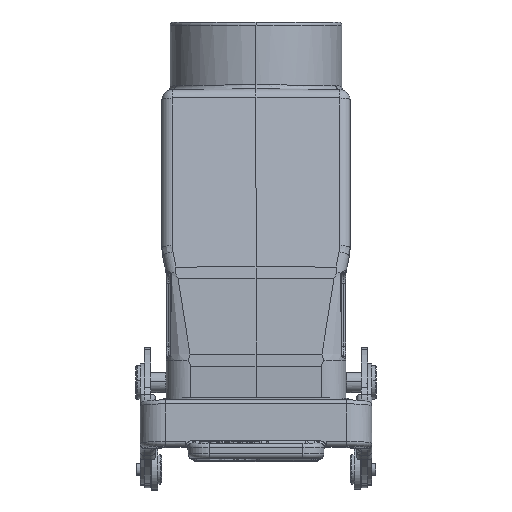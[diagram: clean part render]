
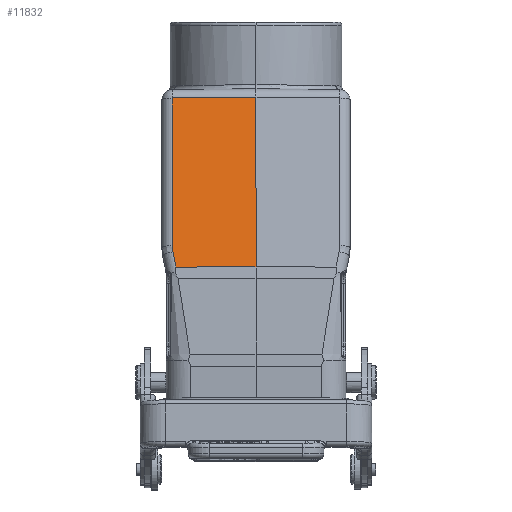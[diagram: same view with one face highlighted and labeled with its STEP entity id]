
A CAD part, top view. The second image highlights one B-rep face of the part: STEP entity #11832.
In plain terms, the highlighted planar face has unit normal (-0.009, 0.19, 0.982).
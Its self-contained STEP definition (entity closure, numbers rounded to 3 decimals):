
#8779=PLANE('',#42817);
#11832=ADVANCED_FACE('',(#14124),#8779,.T.);
#14124=FACE_OUTER_BOUND('',#16144,.T.);
#16144=EDGE_LOOP('',(#26739,#26740,#26741,#26742,#26743,#26744));
#17243=B_SPLINE_CURVE_WITH_KNOTS('',3,(#67003,#67004,#67005,#67006),
 .UNSPECIFIED.,.F.,.F.,(4,4),(0.,1.),.UNSPECIFIED.);
#26739=ORIENTED_EDGE('',*,*,#35101,.T.);
#26740=ORIENTED_EDGE('',*,*,#31318,.F.);
#26741=ORIENTED_EDGE('',*,*,#34457,.T.);
#26742=ORIENTED_EDGE('',*,*,#34454,.F.);
#26743=ORIENTED_EDGE('',*,*,#34451,.F.);
#26744=ORIENTED_EDGE('',*,*,#35100,.F.);
#27846=VERTEX_POINT('',#54749);
#27848=VERTEX_POINT('',#54755);
#29960=VERTEX_POINT('',#66994);
#29961=VERTEX_POINT('',#66996);
#29962=VERTEX_POINT('',#67007);
#30322=VERTEX_POINT('',#73546);
#31318=EDGE_CURVE('',#27848,#27846,#35747,.T.);
#34451=EDGE_CURVE('',#29960,#29961,#37294,.T.);
#34454=EDGE_CURVE('',#29961,#29962,#17243,.T.);
#34457=EDGE_CURVE('',#27848,#29962,#37296,.T.);
#35100=EDGE_CURVE('',#30322,#29960,#37524,.T.);
#35101=EDGE_CURVE('',#30322,#27846,#37525,.T.);
#35747=LINE('',#54756,#38107);
#37294=LINE('',#66995,#39723);
#37296=LINE('',#67026,#39725);
#37524=LINE('',#73554,#39953);
#37525=LINE('',#73556,#39954);
#38107=VECTOR('',#44556,1.);
#39723=VECTOR('',#49930,1.);
#39725=VECTOR('',#49938,1.);
#39953=VECTOR('',#50898,1.);
#39954=VECTOR('',#50901,1.);
#42817=AXIS2_PLACEMENT_3D('',#73557,#50902,#50903);
#44556=DIRECTION('',(1.,0.009,0.007));
#49930=DIRECTION('',(-0.193,0.963,-0.188));
#49938=DIRECTION('',(0.,-0.982,0.19));
#50898=DIRECTION('',(-1.,0.,-0.009));
#50901=DIRECTION('',(0.,0.982,-0.19));
#50902=DIRECTION('',(-0.009,0.19,0.982));
#50903=DIRECTION('',(0.,-0.982,0.19));
#54749=CARTESIAN_POINT('',(0.,19.39,36.641));
#54755=CARTESIAN_POINT('',(-20.022,19.215,36.497));
#54756=CARTESIAN_POINT('',(-20.022,19.215,36.497));
#66994=CARTESIAN_POINT('',(-19.146,-21.241,44.32));
#66995=CARTESIAN_POINT('',(-19.146,-21.241,44.32));
#66996=CARTESIAN_POINT('',(-19.876,-17.591,43.609));
#67003=CARTESIAN_POINT('',(-19.876,-17.591,43.609));
#67004=CARTESIAN_POINT('',(-19.973,-17.107,43.514));
#67005=CARTESIAN_POINT('',(-20.022,-16.614,43.419));
#67006=CARTESIAN_POINT('',(-20.022,-16.12,43.323));
#67007=CARTESIAN_POINT('',(-20.022,-16.12,43.323));
#67026=CARTESIAN_POINT('',(-20.022,19.215,36.497));
#73546=CARTESIAN_POINT('',(0.,-21.241,44.49));
#73554=CARTESIAN_POINT('',(0.,-21.241,44.49));
#73556=CARTESIAN_POINT('',(0.,-21.241,44.49));
#73557=CARTESIAN_POINT('',(0.,-22.585,44.75));
